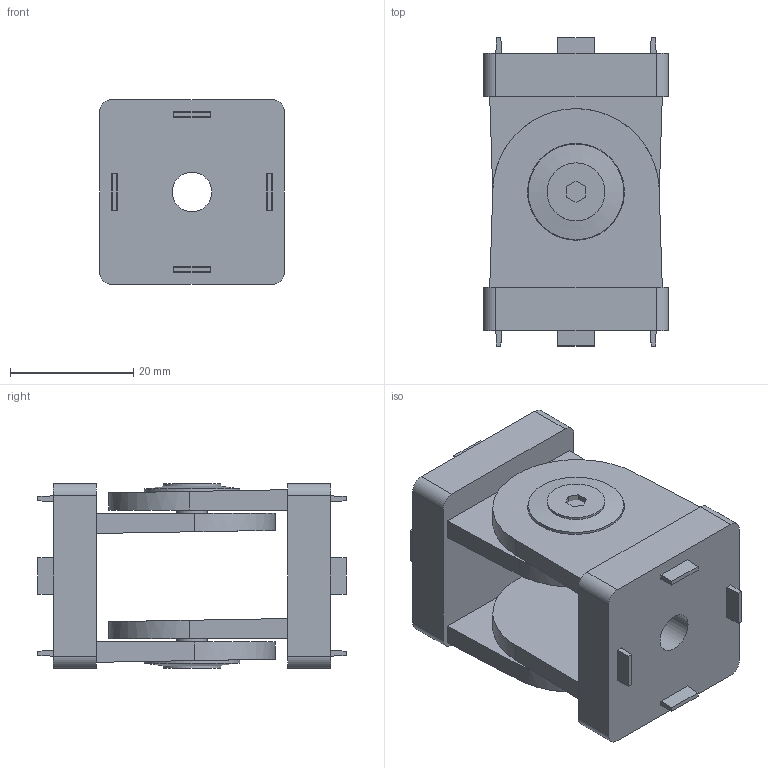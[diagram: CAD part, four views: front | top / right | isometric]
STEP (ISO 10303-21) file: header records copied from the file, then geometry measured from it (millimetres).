
FILE_DESCRIPTION( ( 'STEP AP214' ), '1' );
FILE_NAME( 'K1051.06303006.stp', '2020-12-10T09:28:56', ( '' ), ( '' ), ' ', 'PARTsolutions', ' ' );
FILE_SCHEMA( ( 'AUTOMOTIVE_DESIGN { 1 0 10303 214 1 1 1 1 }' ) );
Length unit declared in the file: millimetre
Products named in the file (2): K1051.06303006; _K1051_gelenk61
Assembly tree (2 placements, depth 2):
  K1051.06303006
    _K1051_gelenk61  x2
Bounding box: 30 x 50 x 30 mm (x, y, z)
Volume: 21421.3 mm3; surface area: 12387.1 mm2
Topology: 2 solids, 2 shells, 116 faces, 274 edges, 184 vertices
Faces by surface type: plane 90, cylinder 24, cone 2
Full cylindrical faces by diameter (mm): 5 x4, 6.4 x2, 9.4 x2, 15.5 x2, 15.7 x2
Entity records: 2104 total; most frequent: CARTESIAN_POINT 275, DIRECTION 272, ORIENTED_EDGE 252, EDGE_CURVE 126, LINE 102, VECTOR 102, VERTEX_POINT 88, AXIS2_PLACEMENT_3D 85
